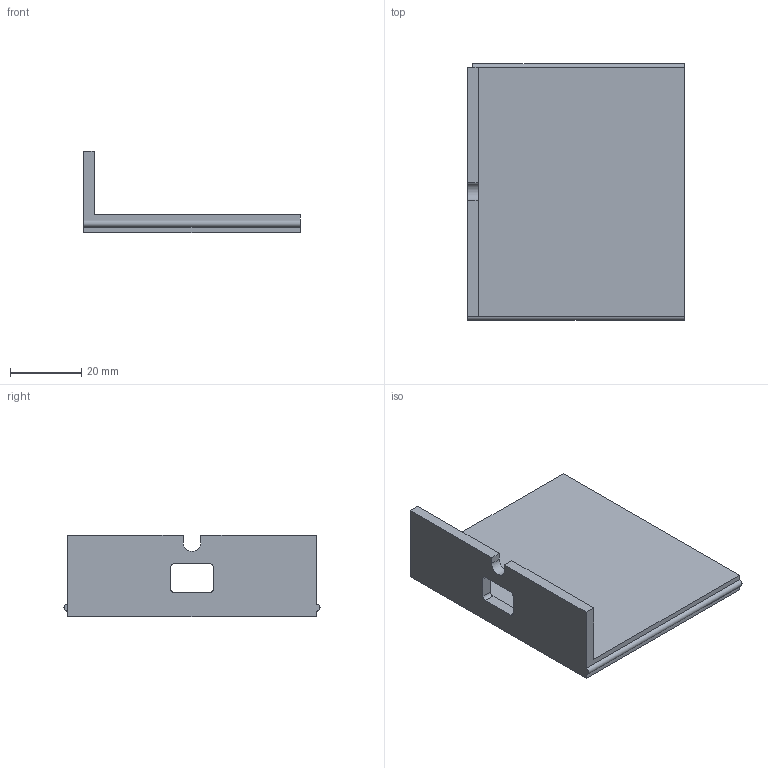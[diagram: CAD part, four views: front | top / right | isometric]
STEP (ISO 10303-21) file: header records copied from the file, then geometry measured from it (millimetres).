
FILE_DESCRIPTION(/* description */ ('Alibre Inc.'),/* implementation_level */ '2;1');
FILE_NAME(/* name */ 'export-11BD2059-E084-445C-A717-0D27C09B128A',/* time_stamp */ '2025-01-28T12:23:35+01:00',/* author */ (''),/* organization */ (''),/* preprocessor_version */ 'ST-DEVELOPER v17',/* originating_system */ 'Alibre',/* authorisation */ '');
FILE_SCHEMA (('AUTOMOTIVE_DESIGN'));
Length unit declared in the file: millimetre
Bounding box: 61 x 72 x 22.8 mm (x, y, z)
Volume: 24932.4 mm3; surface area: 12498.1 mm2
Topology: 1 solids, 1 shells, 24 faces, 66 edges, 44 vertices
Faces by surface type: plane 17, cylinder 7
Entity records: 738 total; most frequent: ORIENTED_EDGE 132, CARTESIAN_POINT 127, DIRECTION 104, EDGE_CURVE 66, VECTOR 47, LINE 47, VERTEX_POINT 44, AXIS2_PLACEMENT_3D 36
